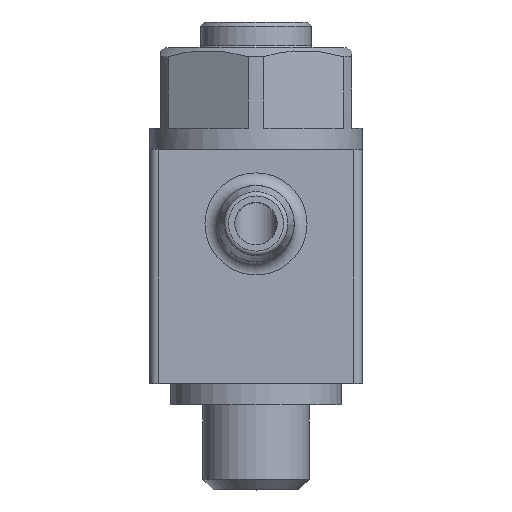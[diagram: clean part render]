
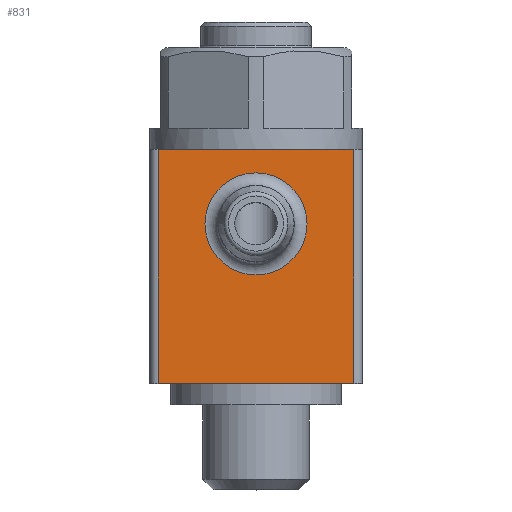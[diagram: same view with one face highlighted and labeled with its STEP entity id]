
A CAD part, top view. The second image highlights one B-rep face of the part: STEP entity #831.
In plain terms, the highlighted planar face has unit normal (0, 0, 1).
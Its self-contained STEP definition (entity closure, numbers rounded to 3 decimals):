
#32=PLANE('',#937);
#74=LINE('',#1451,#110);
#75=LINE('',#1457,#111);
#76=LINE('',#1459,#112);
#77=LINE('',#1461,#113);
#110=VECTOR('',#1125,1000.);
#111=VECTOR('',#1132,1000.);
#112=VECTOR('',#1133,1000.);
#113=VECTOR('',#1134,1000.);
#229=ORIENTED_EDGE('',*,*,#422,.T.);
#230=ORIENTED_EDGE('',*,*,#423,.T.);
#231=ORIENTED_EDGE('',*,*,#424,.F.);
#232=ORIENTED_EDGE('',*,*,#425,.F.);
#233=ORIENTED_EDGE('',*,*,#420,.T.);
#420=EDGE_CURVE('',#518,#517,#74,.T.);
#422=EDGE_CURVE('',#519,#519,#579,.T.);
#423=EDGE_CURVE('',#517,#520,#75,.T.);
#424=EDGE_CURVE('',#521,#520,#76,.T.);
#425=EDGE_CURVE('',#518,#521,#77,.T.);
#517=VERTEX_POINT('',#1450);
#518=VERTEX_POINT('',#1452);
#519=VERTEX_POINT('',#1456);
#520=VERTEX_POINT('',#1458);
#521=VERTEX_POINT('',#1460);
#579=CIRCLE('',#938,2.4);
#637=EDGE_LOOP('',(#229));
#638=EDGE_LOOP('',(#230,#231,#232,#233));
#733=FACE_BOUND('',#637,.T.);
#734=FACE_BOUND('',#638,.T.);
#831=ADVANCED_FACE('',(#733,#734),#32,.F.);
#937=AXIS2_PLACEMENT_3D('',#1454,#1128,#1129);
#938=AXIS2_PLACEMENT_3D('',#1455,#1130,#1131);
#1125=DIRECTION('',(0.,-1.,0.));
#1128=DIRECTION('',(0.,0.,-1.));
#1129=DIRECTION('',(-1.,0.,0.));
#1130=DIRECTION('',(0.,0.,-1.));
#1131=DIRECTION('',(-1.,0.,0.));
#1132=DIRECTION('',(1.,0.,0.));
#1133=DIRECTION('',(0.,-1.,0.));
#1134=DIRECTION('',(1.,0.,0.));
#1450=CARTESIAN_POINT('',(-4.6,1.,5.));
#1451=CARTESIAN_POINT('',(-4.6,12.,5.));
#1452=CARTESIAN_POINT('',(-4.6,12.,5.));
#1454=CARTESIAN_POINT('',(-4.6,12.,5.));
#1455=CARTESIAN_POINT('',(0.,8.5,5.));
#1456=CARTESIAN_POINT('',(-2.4,8.5,5.));
#1457=CARTESIAN_POINT('',(-4.6,1.,5.));
#1458=CARTESIAN_POINT('',(4.6,1.,5.));
#1459=CARTESIAN_POINT('',(4.6,12.,5.));
#1460=CARTESIAN_POINT('',(4.6,12.,5.));
#1461=CARTESIAN_POINT('',(-4.6,12.,5.));
